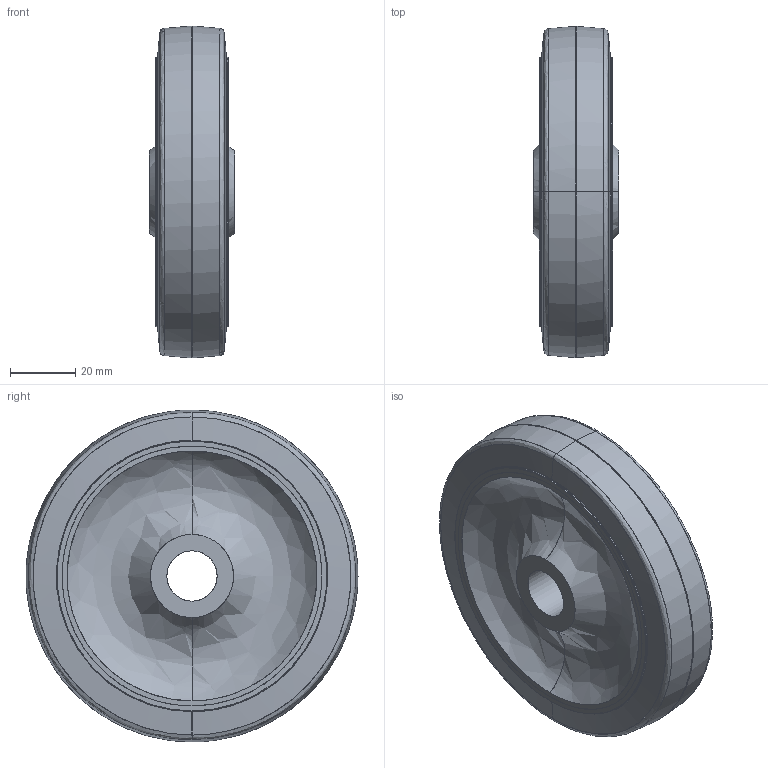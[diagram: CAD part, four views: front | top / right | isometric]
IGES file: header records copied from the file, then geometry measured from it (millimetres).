
Start section: SolidWorks IGES file using analytic representation for surfaces SolidWorks IGES file using analytic representation for surfaces SolidWorks IGES file using analytic representation for surfaces SolidWorks IGES FILE using analytic representation for surfaces SolidWorks IGES file using analytic representation for surfaces SolidWorks IGES file using analytic representation for surfaces SolidWorks IGES 
Global section: file name: 61HColson_4x875.igs; native system: Rhinoceros ( Aug  7 2001 ); preprocessor: Trout Lake IGES 012 Aug  7 2001; date: 140121.175726; units: inch
Bounding box: 26.19 x 101.59 x 101.58 mm (x, y, z)
Surface area: 35561.3 mm2 (no closed solid volume)
Topology: 0 solids, 0 shells, 37 faces, 763 edges, 762 vertices
Faces by surface type: bspline 37
